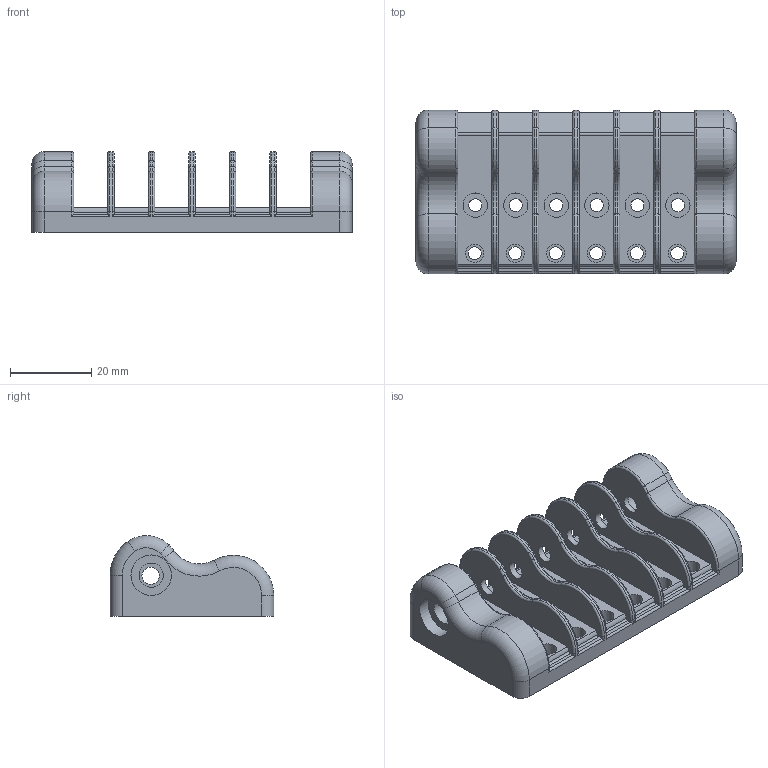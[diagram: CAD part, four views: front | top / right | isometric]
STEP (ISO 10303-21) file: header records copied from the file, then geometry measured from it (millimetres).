
FILE_DESCRIPTION(/* description */ ('STEP AP242','CAx-IF Rec.Pracs.---Representation and Presentation of Product Manufacturing Information (PMI)---4.0---2014-10-13','CAx-IF Rec.Pracs.---3D Tessellated Geometry---0.4---2014-09-14','2;1'),/* implementation_level */ '2;1');
FILE_NAME(/* name */ 'Bearing Bridge - Base',/* time_stamp */ '2025-01-08T18:50:48Z',/* author */ (''),/* organization */ (''),/* preprocessor_version */ 'ST-DEVELOPER v20',/* originating_system */ 'ONSHAPE BY PTC INC, 1.191',/* authorisation */ ' ');
FILE_SCHEMA (('AP242_MANAGED_MODEL_BASED_3D_ENGINEERING_MIM_LF { 1 0 10303 442 1 1 4 }'));
Length unit declared in the file: metre
Products named in the file (1): Base
Bounding box: 79 x 40.42 x 19.9 mm (x, y, z)
Volume: 26404.8 mm3; surface area: 14420.1 mm2
Topology: 1 solids, 1 shells, 249 faces, 611 edges, 380 vertices
Faces by surface type: cylinder 122, torus 70, plane 57
Full cylindrical faces by diameter (mm): 3.2 x12, 4.3 x7, 4.5 x6, 6 x8, 10 x2
Entity records: 7224 total; most frequent: DIRECTION 1420, CARTESIAN_POINT 1178, ORIENTED_EDGE 1124, AXIS2_PLACEMENT_3D 608, EDGE_CURVE 562, VERTEX_POINT 366, CIRCLE 346, EDGE_LOOP 338
